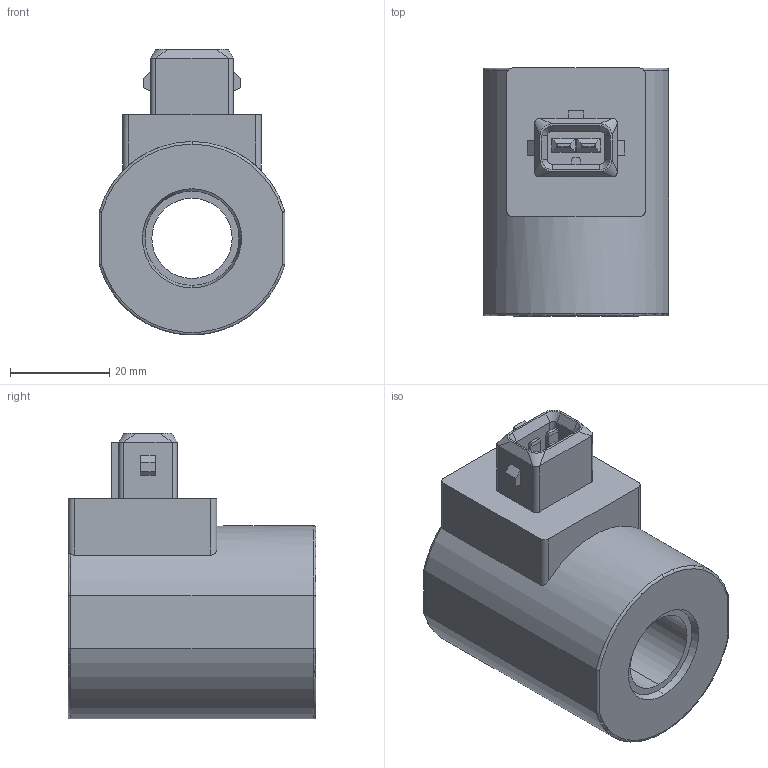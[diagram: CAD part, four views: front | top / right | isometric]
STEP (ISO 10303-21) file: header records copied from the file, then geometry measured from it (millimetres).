
FILE_DESCRIPTION (( 'STEP AP203' ), '1' );
FILE_NAME ('EC16B260A.STEP', '2021-05-07T00:49:53', ( '' ), ( '' ), 'SwSTEP 2.0', 'SolidWorks 2018', '' );
FILE_SCHEMA (( 'CONFIG_CONTROL_DESIGN' ));
Length unit declared in the file: millimetre
Products named in the file (1): EC16B260A
Bounding box: 37.5 x 50 x 57.7 mm (x, y, z)
Volume: 56639.1 mm3; surface area: 12719.9 mm2
Topology: 1 solids, 1 shells, 113 faces, 265 edges, 162 vertices
Faces by surface type: plane 74, cylinder 21, cone 8, torus 6, bspline 4
Entity records: 3390 total; most frequent: CARTESIAN_POINT 742, ORIENTED_EDGE 530, DIRECTION 517, EDGE_CURVE 265, LINE 195, VECTOR 195, VERTEX_POINT 162, AXIS2_PLACEMENT_3D 161
